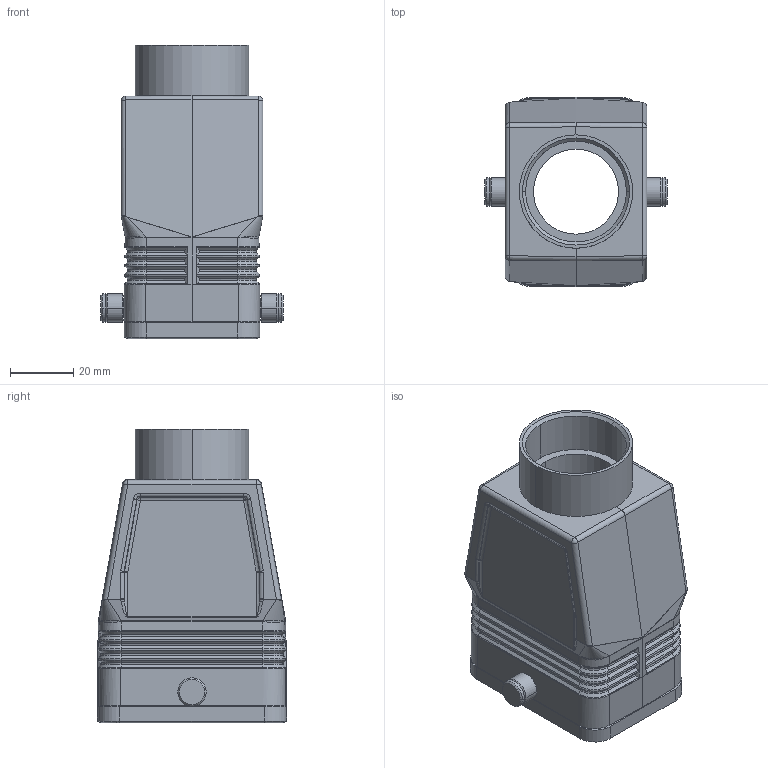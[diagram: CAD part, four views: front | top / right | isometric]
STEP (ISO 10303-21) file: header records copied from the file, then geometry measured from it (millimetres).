
FILE_DESCRIPTION(('Creo Elements/Direct Modeling STEP Export'),'2;1');
FILE_NAME('0ln7uvk4pm7ho2j5848','2019-03-12T15:07:00',(''),(''),'PTC Creo Elements/Direct Modeling STEP processor for AP214 (Solid Model)','PTC Creo Elements/Direct Modeling 19.0E 27-Jun-2016 (C) Parametric Technology GmbH','');
FILE_SCHEMA(('AUTOMOTIVE_DESIGN { 1 0 10303 214 1 1 1 1 }'));
Length unit declared in the file: millimetre
Products named in the file (2): MAV_06_GYC32
Assembly tree (1 placements, depth 2):
  MAV_06_GYC32
    MAV_06_GYC32
Bounding box: 58 x 60 x 93.25 mm (x, y, z)
Volume: 69180.8 mm3; surface area: 36211.5 mm2
Topology: 1 solids, 1 shells, 524 faces, 1215 edges, 685 vertices
Faces by surface type: cylinder 176, plane 168, bspline 148, sphere 14, cone 14, torus 4
Entity records: 31836 total; most frequent: CARTESIAN_POINT 21303, ORIENTED_EDGE 2382, DIRECTION 1824, EDGE_CURVE 1189, VERTEX_POINT 685, AXIS2_PLACEMENT_3D 644, EDGE_LOOP 544, VECTOR 536
